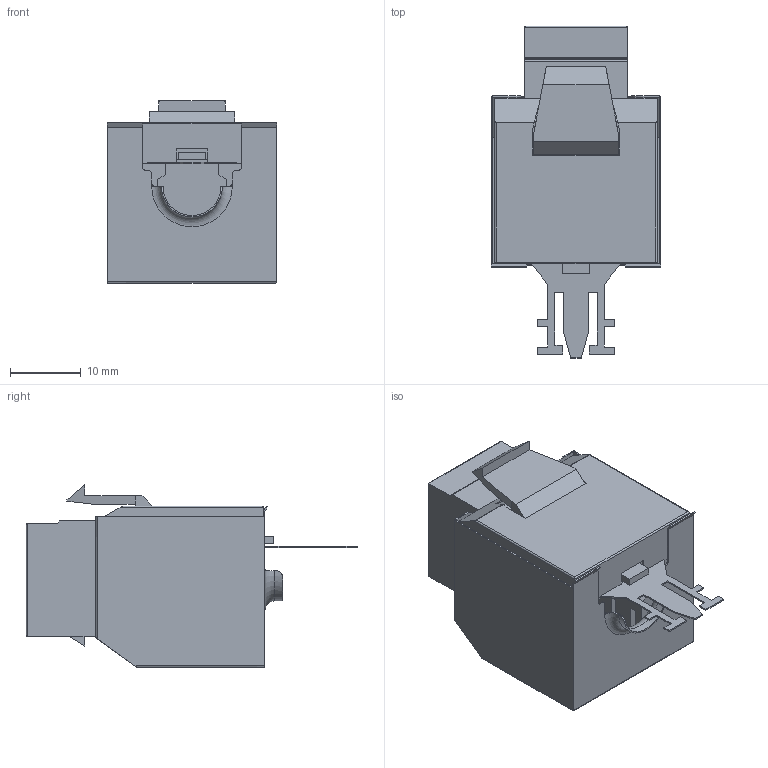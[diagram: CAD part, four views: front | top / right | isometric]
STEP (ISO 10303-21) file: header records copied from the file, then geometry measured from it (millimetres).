
FILE_DESCRIPTION (( 'STEP AP214' ), '1' );
FILE_NAME ('MJ110C5E-S.STEP', '2019-03-18T14:47:30', ( '' ), ( '' ), 'SwSTEP 2.0', 'SolidWorks 2017', '' );
FILE_SCHEMA (( 'AUTOMOTIVE_DESIGN' ));
Length unit declared in the file: inch
Products named in the file (4): MJ110C5E-S-MA4; MJ110C5E-S-MA1; MJ110C5E-S; MJ110C5E-S-MA2
Assembly tree (3 placements, depth 2):
  MJ110C5E-S
    MJ110C5E-S-MA1
    MJ110C5E-S-MA2
    MJ110C5E-S-MA4
Bounding box: 24 x 46.96 x 25.82 mm (x, y, z)
Volume: 7673.2 mm3; surface area: 13412.1 mm2
Topology: 3 solids, 3 shells, 508 faces, 1424 edges, 932 vertices
Faces by surface type: plane 436, bspline 35, cylinder 31, torus 6
Entity records: 22869 total; most frequent: CARTESIAN_POINT 5221, ORIENTED_EDGE 2848, DIRECTION 2328, EDGE_CURVE 1424, VECTOR 1282, LINE 1282, VERTEX_POINT 932, EDGE_LOOP 542
